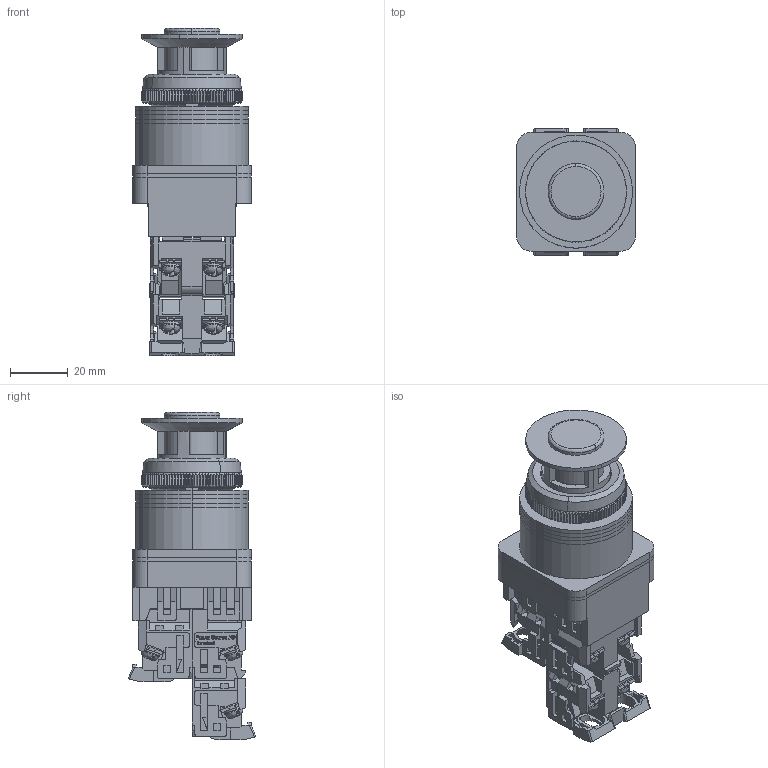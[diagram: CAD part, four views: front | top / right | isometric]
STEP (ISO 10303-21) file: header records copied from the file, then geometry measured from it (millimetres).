
FILE_DESCRIPTION (( 'STEP AP214' ), '1' );
FILE_NAME ('AR30Q7L-11E3RZC.step', '2018-02-13T18:19:56', ( '' ), ( '' ), 'SwSTEP 2.0', 'SolidWorks 2017', '' );
FILE_SCHEMA (( 'AUTOMOTIVE_DESIGN' ));
Length unit declared in the file: inch
Products named in the file (1): AR30Q7L-11E3RZC
Bounding box: 41 x 44 x 112.9 mm (x, y, z)
Volume: 79995.2 mm3; surface area: 57601.7 mm2
Topology: 34 solids, 34 shells, 2350 faces, 6355 edges, 4104 vertices
Faces by surface type: plane 1693, cylinder 341, cone 198, bspline 118
Entity records: 110733 total; most frequent: CARTESIAN_POINT 21964, ORIENTED_EDGE 12710, DIRECTION 10890, EDGE_CURVE 6355, LINE 4502, VECTOR 4502, VERTEX_POINT 4104, AXIS2_PLACEMENT_3D 3194
